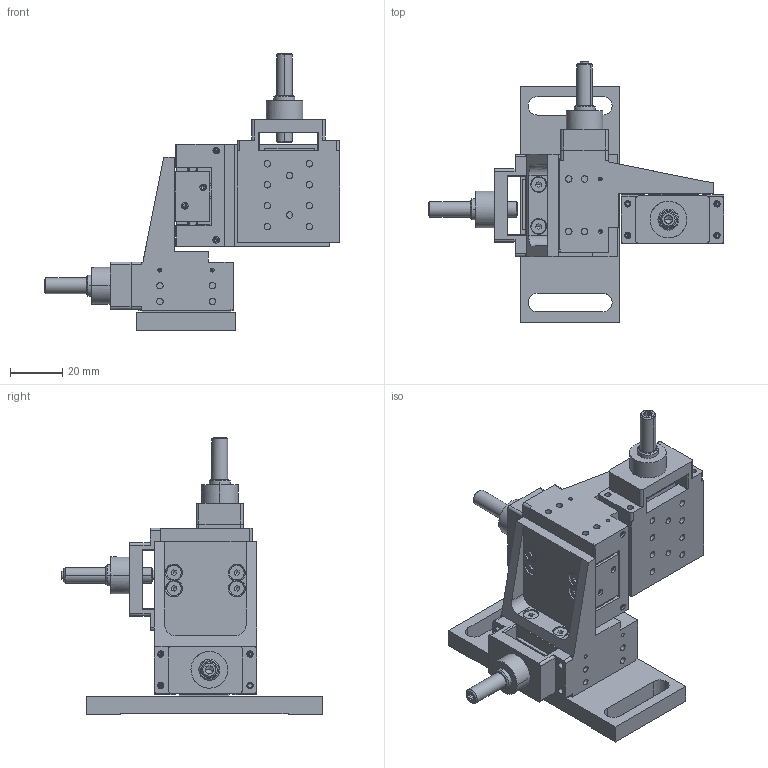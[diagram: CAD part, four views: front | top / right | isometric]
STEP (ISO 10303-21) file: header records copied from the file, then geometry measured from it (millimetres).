
FILE_DESCRIPTION(/* description */ (''),/* implementation_level */ '2;1');
FILE_NAME(/* name */ '02-3TS~1',/* time_stamp */ '2021-12-13T13:13:33+03:00',/* author */ (''),/* organization */ (''),/* preprocessor_version */ 'ST-DEVELOPER v15',/* originating_system */ '',/* authorisation */ '');
FILE_SCHEMA (('AUTOMOTIVE_DESIGN'));
Products named in the file (1): Document
Bounding box: 112.5 x 99.22 x 105.5 mm (x, y, z)
Volume: 208.8 mm3; surface area: 66240.8 mm2
Topology: 59 solids, 120 shells, 1640 faces, 4723 edges, 3124 vertices
Faces by surface type: bspline 1640
Entity records: 133758 total; most frequent: CARTESIAN_POINT 79383, ORIENTED_EDGE 8680, PCURVE 8680, DEFINITIONAL_REPRESENTATION 8680, B_SPLINE_CURVE_WITH_KNOTS 8631, SURFACE_CURVE 4639, EDGE_CURVE 4639, VERTEX_POINT 3124
